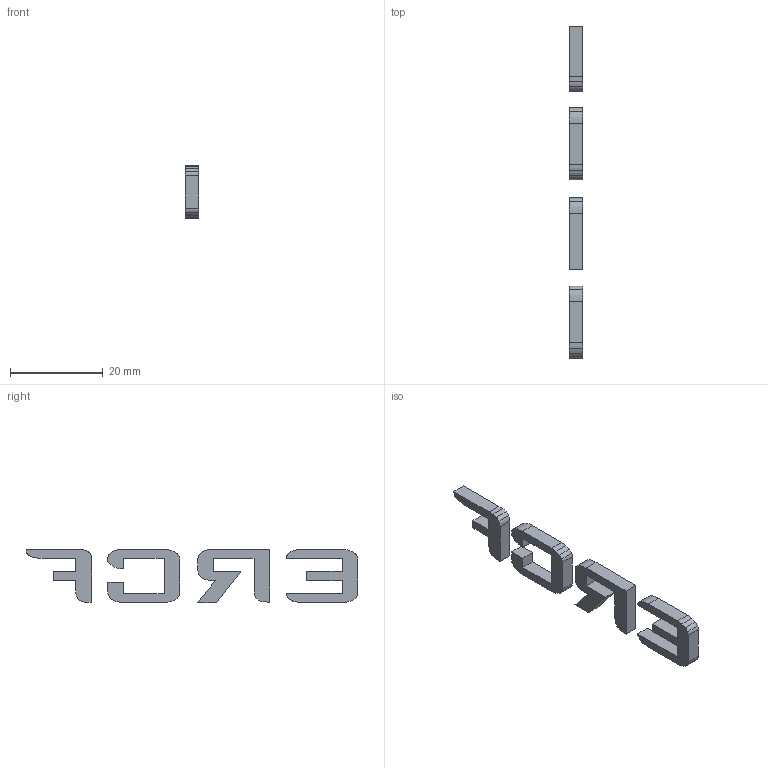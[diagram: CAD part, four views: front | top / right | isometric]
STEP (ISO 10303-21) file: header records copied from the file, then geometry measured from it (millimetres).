
FILE_DESCRIPTION(/* description */ (''),/* implementation_level */ '2;1');
FILE_NAME(/* name */ '4x ERCF Letters[a].step',/* time_stamp */ '2023-01-20T23:36:30+01:00',/* author */ (''),/* organization */ (''),/* preprocessor_version */ 'ST-DEVELOPER v19.2',/* originating_system */ 'Autodesk Translation Framework v11.17.0.187',/* authorisation */ '');
FILE_SCHEMA (('AUTOMOTIVE_DESIGN { 1 0 10303 214 3 1 1 }'));
Length unit declared in the file: millimetre
Products named in the file (1): ERCF
Bounding box: 3 x 71.42 x 11.42 mm (x, y, z)
Volume: 1066.6 mm3; surface area: 1646.6 mm2
Topology: 4 solids, 4 shells, 99 faces, 273 edges, 182 vertices
Faces by surface type: bspline 50, plane 49
Entity records: 4029 total; most frequent: CARTESIAN_POINT 1817, ORIENTED_EDGE 546, EDGE_CURVE 273, DIRECTION 273, VERTEX_POINT 182, LINE 173, VECTOR 173, B_SPLINE_CURVE_WITH_KNOTS 100
